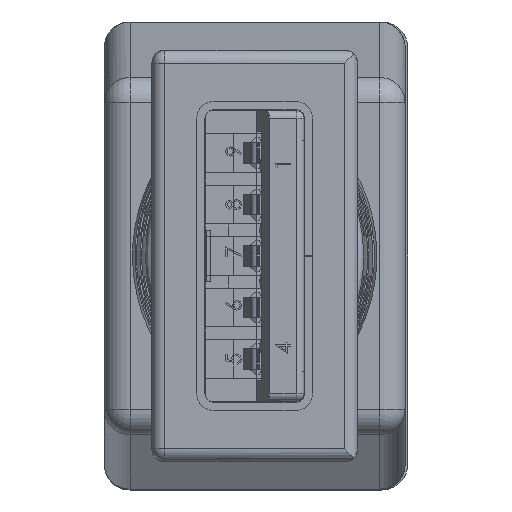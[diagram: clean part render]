
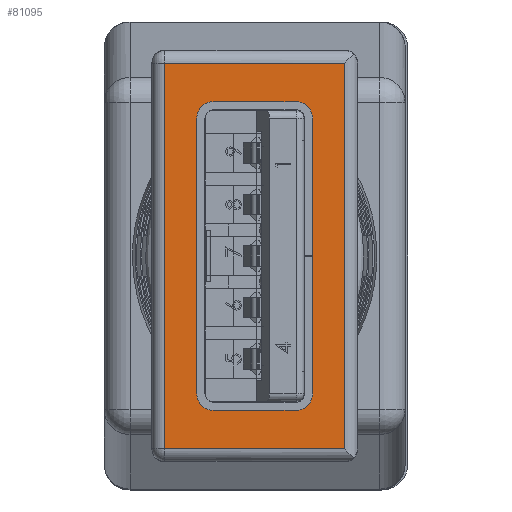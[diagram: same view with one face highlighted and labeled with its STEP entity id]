
A CAD part, left-side view. The second image highlights one B-rep face of the part: STEP entity #81095.
In plain terms, the highlighted face is planar.
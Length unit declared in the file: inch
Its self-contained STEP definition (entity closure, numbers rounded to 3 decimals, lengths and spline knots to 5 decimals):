
#3017 = DIRECTION ( 'NONE',  ( -1., 0., 0. ) ) ;
#3833 = DIRECTION ( 'NONE',  ( 0., 0., 1. ) ) ;
#4289 = VECTOR ( 'NONE', #15712, 39.37008 ) ;
#5411 = VERTEX_POINT ( 'NONE', #84916 ) ;
#5720 = VERTEX_POINT ( 'NONE', #63548 ) ;
#7785 = LINE ( 'NONE', #25212, #94517 ) ;
#8995 = EDGE_CURVE ( 'NONE', #35872, #58811, #7785, .T. ) ;
#10857 = DIRECTION ( 'NONE',  ( 0., 0., 1. ) ) ;
#12725 = DIRECTION ( 'NONE',  ( -1., 0., 0. ) ) ;
#13069 = LINE ( 'NONE', #43907, #101052 ) ;
#14283 = CARTESIAN_POINT ( 'NONE',  ( -0.21102, 0.08858, -0.47244 ) ) ;
#14766 = CARTESIAN_POINT ( 'NONE',  ( 0.23622, 0.06339, -0.47244 ) ) ;
#15712 = DIRECTION ( 'NONE',  ( 0., -1., 0. ) ) ;
#15794 = ORIENTED_EDGE ( 'NONE', *, *, #74048, .F. ) ;
#15796 = VECTOR ( 'NONE', #64354, 39.37008 ) ;
#17300 = EDGE_LOOP ( 'NONE', ( #45577, #93351, #80378, #56721 ) ) ;
#18733 = LINE ( 'NONE', #101204, #84103 ) ;
#19520 = CARTESIAN_POINT ( 'NONE',  ( -0.21102, 0.06339, -0.47244 ) ) ;
#19549 = DIRECTION ( 'NONE',  ( 0., 0., -1. ) ) ;
#20205 = CARTESIAN_POINT ( 'NONE',  ( 0.29528, 0.1378, -0.47244 ) ) ;
#20245 = PLANE ( 'NONE',  #75249 ) ;
#20475 = LINE ( 'NONE', #34552, #28022 ) ;
#20722 = EDGE_CURVE ( 'NONE', #5411, #30440, #94593, .T. ) ;
#21042 = DIRECTION ( 'NONE',  ( 1., 0., 0. ) ) ;
#21179 = CARTESIAN_POINT ( 'NONE',  ( -0.21102, -0.08858, -0.47244 ) ) ;
#22114 = ORIENTED_EDGE ( 'NONE', *, *, #20722, .F. ) ;
#22280 = DIRECTION ( 'NONE',  ( 0., 0., 1. ) ) ;
#22461 = CARTESIAN_POINT ( 'NONE',  ( 0.23622, -0.06339, -0.47244 ) ) ;
#24306 = EDGE_LOOP ( 'NONE', ( #15794, #53241, #84471, #22114, #103270, #70055, #54737, #68666 ) ) ;
#24765 = CIRCLE ( 'NONE', #98535, 0.0252 ) ;
#24907 = CARTESIAN_POINT ( 'NONE',  ( 0.23622, -0.06339, -0.47244 ) ) ;
#25212 = CARTESIAN_POINT ( 'NONE',  ( 0.29528, 0.15748, -0.47244 ) ) ;
#25353 = VERTEX_POINT ( 'NONE', #100135 ) ;
#25555 = DIRECTION ( 'NONE',  ( 0., 1., 0. ) ) ;
#25654 = LINE ( 'NONE', #48052, #4289 ) ;
#26583 = CARTESIAN_POINT ( 'NONE',  ( -0.23622, -0.06339, -0.47244 ) ) ;
#26664 = CARTESIAN_POINT ( 'NONE',  ( -0.21102, -0.06339, -0.47244 ) ) ;
#28022 = VECTOR ( 'NONE', #42277, 39.37008 ) ;
#28320 = CARTESIAN_POINT ( 'NONE',  ( 0.31496, 0.15748, -0.47244 ) ) ;
#30049 = EDGE_CURVE ( 'NONE', #69231, #103503, #34053, .T. ) ;
#30169 = LINE ( 'NONE', #77472, #86700 ) ;
#30440 = VERTEX_POINT ( 'NONE', #22461 ) ;
#31300 = EDGE_CURVE ( 'NONE', #58811, #5720, #18733, .T. ) ;
#33225 = VERTEX_POINT ( 'NONE', #21179 ) ;
#34053 = CIRCLE ( 'NONE', #41504, 0.0252 ) ;
#34552 = CARTESIAN_POINT ( 'NONE',  ( -0.21102, -0.08858, -0.47244 ) ) ;
#35872 = VERTEX_POINT ( 'NONE', #83504 ) ;
#36505 = DIRECTION ( 'NONE',  ( 1., 0., 0. ) ) ;
#41504 = AXIS2_PLACEMENT_3D ( 'NONE', #54601, #22280, #102305 ) ;
#42277 = DIRECTION ( 'NONE',  ( 1., 0., 0. ) ) ;
#42344 = VECTOR ( 'NONE', #66056, 39.37008 ) ;
#43176 = DIRECTION ( 'NONE',  ( -1., 0., 0. ) ) ;
#43907 = CARTESIAN_POINT ( 'NONE',  ( 0.31496, -0.1378, -0.47244 ) ) ;
#45577 = ORIENTED_EDGE ( 'NONE', *, *, #61658, .T. ) ;
#46482 = CARTESIAN_POINT ( 'NONE',  ( 0.21102, 0.08858, -0.47244 ) ) ;
#48052 = CARTESIAN_POINT ( 'NONE',  ( -0.29528, -0.15748, -0.47244 ) ) ;
#48552 = EDGE_CURVE ( 'NONE', #53050, #66788, #56174, .T. ) ;
#48812 = VERTEX_POINT ( 'NONE', #14283 ) ;
#53050 = VERTEX_POINT ( 'NONE', #102458 ) ;
#53241 = ORIENTED_EDGE ( 'NONE', *, *, #30049, .F. ) ;
#53521 = FACE_BOUND ( 'NONE', #24306, .T. ) ;
#54601 = CARTESIAN_POINT ( 'NONE',  ( 0.21102, 0.06339, -0.47244 ) ) ;
#54737 = ORIENTED_EDGE ( 'NONE', *, *, #48552, .F. ) ;
#56174 = LINE ( 'NONE', #98311, #42344 ) ;
#56721 = ORIENTED_EDGE ( 'NONE', *, *, #31300, .T. ) ;
#57332 = LINE ( 'NONE', #24907, #15796 ) ;
#58697 = EDGE_CURVE ( 'NONE', #48812, #53050, #102964, .T. ) ;
#58811 = VERTEX_POINT ( 'NONE', #20205 ) ;
#61658 = EDGE_CURVE ( 'NONE', #5720, #25353, #25654, .T. ) ;
#61722 = DIRECTION ( 'NONE',  ( -1., 0., 0. ) ) ;
#63548 = CARTESIAN_POINT ( 'NONE',  ( -0.29528, 0.1378, -0.47244 ) ) ;
#64354 = DIRECTION ( 'NONE',  ( 0., 1., 0. ) ) ;
#66056 = DIRECTION ( 'NONE',  ( 0., -1., 0. ) ) ;
#66788 = VERTEX_POINT ( 'NONE', #26583 ) ;
#67079 = AXIS2_PLACEMENT_3D ( 'NONE', #68483, #3833, #21042 ) ;
#68483 = CARTESIAN_POINT ( 'NONE',  ( 0.21102, -0.06339, -0.47244 ) ) ;
#68666 = ORIENTED_EDGE ( 'NONE', *, *, #58697, .F. ) ;
#69231 = VERTEX_POINT ( 'NONE', #14766 ) ;
#70055 = ORIENTED_EDGE ( 'NONE', *, *, #98891, .F. ) ;
#72348 = AXIS2_PLACEMENT_3D ( 'NONE', #19520, #100241, #3017 ) ;
#74048 = EDGE_CURVE ( 'NONE', #103503, #48812, #30169, .T. ) ;
#75249 = AXIS2_PLACEMENT_3D ( 'NONE', #28320, #19549, #84491 ) ;
#77472 = CARTESIAN_POINT ( 'NONE',  ( -0.21102, 0.08858, -0.47244 ) ) ;
#79940 = FACE_OUTER_BOUND ( 'NONE', #17300, .T. ) ;
#80259 = EDGE_CURVE ( 'NONE', #30440, #69231, #57332, .T. ) ;
#80378 = ORIENTED_EDGE ( 'NONE', *, *, #8995, .T. ) ;
#81095 = ADVANCED_FACE ( '?1', ( #53521, #79940 ), #20245, .F. ) ;
#83504 = CARTESIAN_POINT ( 'NONE',  ( 0.29528, -0.1378, -0.47244 ) ) ;
#83762 = EDGE_CURVE ( 'NONE', #25353, #35872, #13069, .T. ) ;
#84103 = VECTOR ( 'NONE', #12725, 39.37008 ) ;
#84471 = ORIENTED_EDGE ( 'NONE', *, *, #80259, .F. ) ;
#84491 = DIRECTION ( 'NONE',  ( -1., 0., 0. ) ) ;
#84654 = EDGE_CURVE ( 'NONE', #33225, #5411, #20475, .T. ) ;
#84916 = CARTESIAN_POINT ( 'NONE',  ( 0.21102, -0.08858, -0.47244 ) ) ;
#86700 = VECTOR ( 'NONE', #61722, 39.37008 ) ;
#93351 = ORIENTED_EDGE ( 'NONE', *, *, #83762, .T. ) ;
#94517 = VECTOR ( 'NONE', #25555, 39.37008 ) ;
#94593 = CIRCLE ( 'NONE', #67079, 0.0252 ) ;
#98311 = CARTESIAN_POINT ( 'NONE',  ( -0.23622, -0.06339, -0.47244 ) ) ;
#98535 = AXIS2_PLACEMENT_3D ( 'NONE', #26664, #10857, #43176 ) ;
#98891 = EDGE_CURVE ( 'NONE', #66788, #33225, #24765, .T. ) ;
#100135 = CARTESIAN_POINT ( 'NONE',  ( -0.29528, -0.1378, -0.47244 ) ) ;
#100241 = DIRECTION ( 'NONE',  ( 0., 0., 1. ) ) ;
#101052 = VECTOR ( 'NONE', #36505, 39.37008 ) ;
#101204 = CARTESIAN_POINT ( 'NONE',  ( -0.31496, 0.1378, -0.47244 ) ) ;
#102305 = DIRECTION ( 'NONE',  ( -1., 0., 0. ) ) ;
#102458 = CARTESIAN_POINT ( 'NONE',  ( -0.23622, 0.06339, -0.47244 ) ) ;
#102964 = CIRCLE ( 'NONE', #72348, 0.0252 ) ;
#103270 = ORIENTED_EDGE ( 'NONE', *, *, #84654, .F. ) ;
#103503 = VERTEX_POINT ( 'NONE', #46482 ) ;
